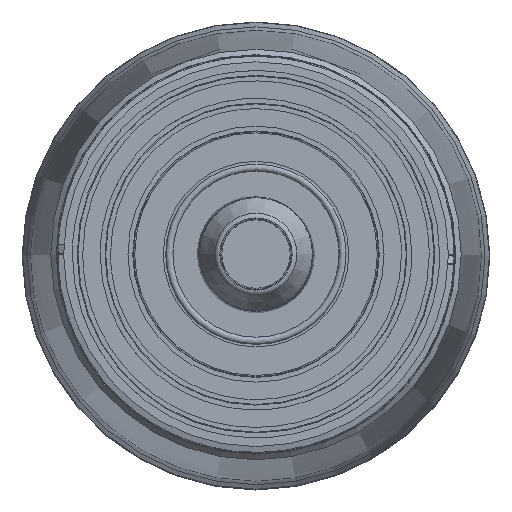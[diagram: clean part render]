
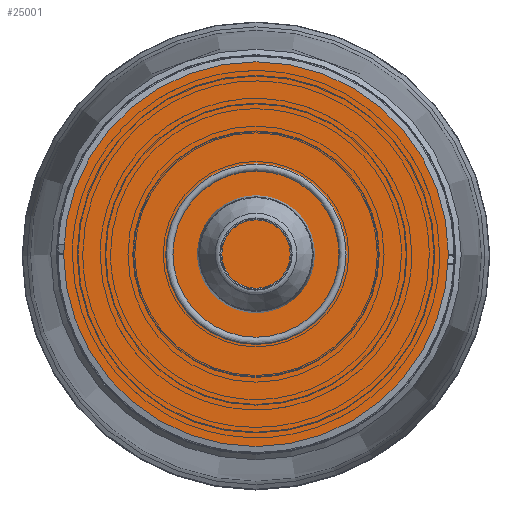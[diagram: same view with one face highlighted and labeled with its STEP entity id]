
A CAD part, top view. The second image highlights one B-rep face of the part: STEP entity #25001.
In plain terms, the highlighted planar face has unit normal (0, 0, 1).
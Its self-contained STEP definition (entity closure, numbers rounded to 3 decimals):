
#4461=PLANE('',#39207);
#4660=ORIENTED_EDGE('',*,*,#12826,.F.);
#12826=EDGE_CURVE('',#16910,#16910,#19357,.T.);
#16910=VERTEX_POINT('',#47006);
#19357=CIRCLE('',#39205,36.);
#20684=EDGE_LOOP('',(#4660));
#22620=FACE_BOUND('',#20684,.T.);
#25001=ADVANCED_FACE('',(#22620),#4461,.F.);
#39205=AXIS2_PLACEMENT_3D('',#47005,#41635,#41636);
#39207=AXIS2_PLACEMENT_3D('',#47008,#41639,#41640);
#41635=DIRECTION('',(0.,0.,-1.));
#41636=DIRECTION('',(1.,0.,0.));
#41639=DIRECTION('',(0.,0.,-1.));
#41640=DIRECTION('',(-1.,0.,0.));
#47005=CARTESIAN_POINT('',(0.,0.,183.599));
#47006=CARTESIAN_POINT('',(36.,0.,183.599));
#47008=CARTESIAN_POINT('',(0.,0.,183.599));
